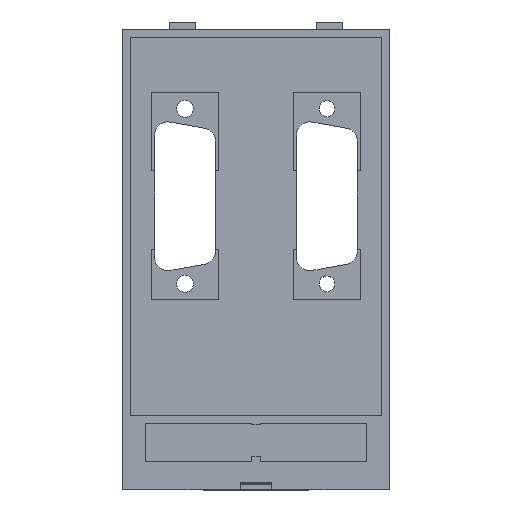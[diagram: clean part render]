
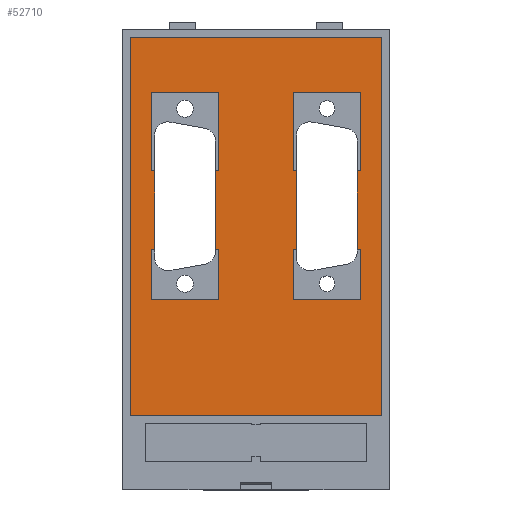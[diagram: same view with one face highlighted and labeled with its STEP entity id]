
A CAD part, top view. The second image highlights one B-rep face of the part: STEP entity #52710.
In plain terms, the highlighted planar face has unit normal (0, 0, 1).
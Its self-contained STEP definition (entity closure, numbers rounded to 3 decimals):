
#41770=CARTESIAN_POINT('',(44.65,60.7,2.8));
#41780=VERTEX_POINT('',#41770);
#41810=CARTESIAN_POINT('',(44.65,0.,2.8));
#41820=DIRECTION('',(0.,1.,0.));
#41830=VECTOR('',#41820,1.);
#41840=LINE('',#41810,#41830);
#41850=CARTESIAN_POINT('',(44.65,45.7,2.8));
#41860=VERTEX_POINT('',#41850);
#41870=EDGE_CURVE('',#41860,#41780,#41840,.T.);
#42920=CARTESIAN_POINT('',(17.65,60.7,2.8));
#42930=VERTEX_POINT('',#42920);
#42980=CARTESIAN_POINT('',(17.65,0.,2.8));
#42990=DIRECTION('',(0.,1.,0.));
#43000=VECTOR('',#42990,1.);
#43010=LINE('',#42980,#43000);
#43020=CARTESIAN_POINT('',(17.65,45.7,2.8));
#43030=VERTEX_POINT('',#43020);
#43040=EDGE_CURVE('',#43030,#42930,#43010,.T.);
#44370=CARTESIAN_POINT('',(6.05,45.7,2.8));
#44380=VERTEX_POINT('',#44370);
#44410=CARTESIAN_POINT('',(6.05,0.,2.8));
#44420=DIRECTION('',(0.,-1.,0.));
#44430=VECTOR('',#44420,1.);
#44440=LINE('',#44410,#44430);
#44450=CARTESIAN_POINT('',(6.05,60.7,2.8));
#44460=VERTEX_POINT('',#44450);
#44470=EDGE_CURVE('',#44460,#44380,#44440,.T.);
#45630=CARTESIAN_POINT('',(33.05,45.7,2.8));
#45640=VERTEX_POINT('',#45630);
#45670=CARTESIAN_POINT('',(33.05,0.,2.8));
#45680=DIRECTION('',(0.,-1.,0.));
#45690=VECTOR('',#45680,1.);
#45700=LINE('',#45670,#45690);
#45710=CARTESIAN_POINT('',(33.05,60.7,2.8));
#45720=VERTEX_POINT('',#45710);
#45730=EDGE_CURVE('',#45720,#45640,#45700,.T.);
#50720=CARTESIAN_POINT('',(14.45,8.95,2.8));
#50730=DIRECTION('',(0.,-0.,1.));
#50740=DIRECTION('',(0.,1.,0.));
#50750=AXIS2_PLACEMENT_3D('',#50720,#50730,#50740);
#50760=PLANE('',#50750);
#50770=CARTESIAN_POINT('',(0.,36.2,2.8));
#50780=DIRECTION('',(-1.,0.,0.));
#50790=VECTOR('',#50780,1.);
#50800=LINE('',#50770,#50790);
#50810=CARTESIAN_POINT('',(18.25,36.2,2.8));
#50820=VERTEX_POINT('',#50810);
#50830=CARTESIAN_POINT('',(5.45,36.2,2.8));
#50840=VERTEX_POINT('',#50830);
#50850=EDGE_CURVE('',#50820,#50840,#50800,.T.);
#50860=ORIENTED_EDGE('',*,*,#50850,.T.);
#50870=CARTESIAN_POINT('',(18.25,0.,2.8));
#50880=DIRECTION('',(0.,-1.,0.));
#50890=VECTOR('',#50880,1.);
#50900=LINE('',#50870,#50890);
#50910=CARTESIAN_POINT('',(18.25,45.7,2.8));
#50920=VERTEX_POINT('',#50910);
#50930=EDGE_CURVE('',#50920,#50820,#50900,.T.);
#50940=ORIENTED_EDGE('',*,*,#50930,.T.);
#50950=CARTESIAN_POINT('',(0.,45.7,2.8));
#50960=DIRECTION('',(1.,0.,0.));
#50970=VECTOR('',#50960,1.);
#50980=LINE('',#50950,#50970);
#50990=EDGE_CURVE('',#43030,#50920,#50980,.T.);
#51000=ORIENTED_EDGE('',*,*,#50990,.T.);
#51010=ORIENTED_EDGE('',*,*,#43040,.F.);
#51020=CARTESIAN_POINT('',(0.,60.7,2.8));
#51030=DIRECTION('',(-1.,0.,0.));
#51040=VECTOR('',#51030,1.);
#51050=LINE('',#51020,#51040);
#51060=CARTESIAN_POINT('',(18.25,60.7,2.8));
#51070=VERTEX_POINT('',#51060);
#51080=EDGE_CURVE('',#51070,#42930,#51050,.T.);
#51090=ORIENTED_EDGE('',*,*,#51080,.T.);
#51100=CARTESIAN_POINT('',(18.25,0.,2.8));
#51110=DIRECTION('',(0.,-1.,0.));
#51120=VECTOR('',#51110,1.);
#51130=LINE('',#51100,#51120);
#51140=CARTESIAN_POINT('',(18.25,75.5,2.8));
#51150=VERTEX_POINT('',#51140);
#51160=EDGE_CURVE('',#51150,#51070,#51130,.T.);
#51170=ORIENTED_EDGE('',*,*,#51160,.T.);
#51180=CARTESIAN_POINT('',(0.,75.5,2.8));
#51190=DIRECTION('',(1.,0.,0.));
#51200=VECTOR('',#51190,1.);
#51210=LINE('',#51180,#51200);
#51220=CARTESIAN_POINT('',(5.45,75.5,2.8));
#51230=VERTEX_POINT('',#51220);
#51240=EDGE_CURVE('',#51230,#51150,#51210,.T.);
#51250=ORIENTED_EDGE('',*,*,#51240,.T.);
#51260=CARTESIAN_POINT('',(5.45,0.,2.8));
#51270=DIRECTION('',(0.,1.,0.));
#51280=VECTOR('',#51270,1.);
#51290=LINE('',#51260,#51280);
#51300=CARTESIAN_POINT('',(5.45,60.7,2.8));
#51310=VERTEX_POINT('',#51300);
#51320=EDGE_CURVE('',#51310,#51230,#51290,.T.);
#51330=ORIENTED_EDGE('',*,*,#51320,.T.);
#51340=CARTESIAN_POINT('',(0.,60.7,2.8));
#51350=DIRECTION('',(-1.,0.,0.));
#51360=VECTOR('',#51350,1.);
#51370=LINE('',#51340,#51360);
#51380=EDGE_CURVE('',#44460,#51310,#51370,.T.);
#51390=ORIENTED_EDGE('',*,*,#51380,.T.);
#51400=ORIENTED_EDGE('',*,*,#44470,.F.);
#51410=CARTESIAN_POINT('',(0.,45.7,2.8));
#51420=DIRECTION('',(1.,0.,0.));
#51430=VECTOR('',#51420,1.);
#51440=LINE('',#51410,#51430);
#51450=CARTESIAN_POINT('',(5.45,45.7,2.8));
#51460=VERTEX_POINT('',#51450);
#51470=EDGE_CURVE('',#51460,#44380,#51440,.T.);
#51480=ORIENTED_EDGE('',*,*,#51470,.T.);
#51490=CARTESIAN_POINT('',(5.45,0.,2.8));
#51500=DIRECTION('',(0.,1.,0.));
#51510=VECTOR('',#51500,1.);
#51520=LINE('',#51490,#51510);
#51530=EDGE_CURVE('',#50840,#51460,#51520,.T.);
#51540=ORIENTED_EDGE('',*,*,#51530,.T.);
#51550=EDGE_LOOP('',(#51540,#51480,#51400,#51390,#51330,#51250,#51170,
#51090,#51010,#51000,#50940,#50860));
#51560=FACE_BOUND('',#51550,.T.);
#51570=CARTESIAN_POINT('',(32.45,0.,2.8));
#51580=DIRECTION('',(0.,-1.,0.));
#51590=VECTOR('',#51580,1.);
#51600=LINE('',#51570,#51590);
#51610=CARTESIAN_POINT('',(32.45,75.5,2.8));
#51620=VERTEX_POINT('',#51610);
#51630=CARTESIAN_POINT('',(32.45,60.7,2.8));
#51640=VERTEX_POINT('',#51630);
#51650=EDGE_CURVE('',#51620,#51640,#51600,.T.);
#51660=ORIENTED_EDGE('',*,*,#51650,.F.);
#51670=CARTESIAN_POINT('',(0.,60.7,2.8));
#51680=DIRECTION('',(1.,0.,0.));
#51690=VECTOR('',#51680,1.);
#51700=LINE('',#51670,#51690);
#51710=EDGE_CURVE('',#51640,#45720,#51700,.T.);
#51720=ORIENTED_EDGE('',*,*,#51710,.F.);
#51730=ORIENTED_EDGE('',*,*,#45730,.F.);
#51740=CARTESIAN_POINT('',(0.,45.7,2.8));
#51750=DIRECTION('',(-1.,0.,0.));
#51760=VECTOR('',#51750,1.);
#51770=LINE('',#51740,#51760);
#51780=CARTESIAN_POINT('',(32.45,45.7,2.8));
#51790=VERTEX_POINT('',#51780);
#51800=EDGE_CURVE('',#45640,#51790,#51770,.T.);
#51810=ORIENTED_EDGE('',*,*,#51800,.F.);
#51820=CARTESIAN_POINT('',(32.45,0.,2.8));
#51830=DIRECTION('',(0.,-1.,0.));
#51840=VECTOR('',#51830,1.);
#51850=LINE('',#51820,#51840);
#51860=CARTESIAN_POINT('',(32.45,36.2,2.8));
#51870=VERTEX_POINT('',#51860);
#51880=EDGE_CURVE('',#51790,#51870,#51850,.T.);
#51890=ORIENTED_EDGE('',*,*,#51880,.F.);
#51900=CARTESIAN_POINT('',(0.,36.2,2.8));
#51910=DIRECTION('',(1.,0.,0.));
#51920=VECTOR('',#51910,1.);
#51930=LINE('',#51900,#51920);
#51940=CARTESIAN_POINT('',(45.25,36.2,2.8));
#51950=VERTEX_POINT('',#51940);
#51960=EDGE_CURVE('',#51870,#51950,#51930,.T.);
#51970=ORIENTED_EDGE('',*,*,#51960,.F.);
#51980=CARTESIAN_POINT('',(45.25,0.,2.8));
#51990=DIRECTION('',(0.,1.,0.));
#52000=VECTOR('',#51990,1.);
#52010=LINE('',#51980,#52000);
#52020=CARTESIAN_POINT('',(45.25,45.7,2.8));
#52030=VERTEX_POINT('',#52020);
#52040=EDGE_CURVE('',#51950,#52030,#52010,.T.);
#52050=ORIENTED_EDGE('',*,*,#52040,.F.);
#52060=CARTESIAN_POINT('',(0.,45.7,2.8));
#52070=DIRECTION('',(-1.,0.,0.));
#52080=VECTOR('',#52070,1.);
#52090=LINE('',#52060,#52080);
#52100=EDGE_CURVE('',#52030,#41860,#52090,.T.);
#52110=ORIENTED_EDGE('',*,*,#52100,.F.);
#52120=ORIENTED_EDGE('',*,*,#41870,.F.);
#52130=CARTESIAN_POINT('',(0.,60.7,2.8));
#52140=DIRECTION('',(1.,0.,0.));
#52150=VECTOR('',#52140,1.);
#52160=LINE('',#52130,#52150);
#52170=CARTESIAN_POINT('',(45.25,60.7,2.8));
#52180=VERTEX_POINT('',#52170);
#52190=EDGE_CURVE('',#41780,#52180,#52160,.T.);
#52200=ORIENTED_EDGE('',*,*,#52190,.F.);
#52210=CARTESIAN_POINT('',(45.25,0.,2.8));
#52220=DIRECTION('',(0.,1.,0.));
#52230=VECTOR('',#52220,1.);
#52240=LINE('',#52210,#52230);
#52250=CARTESIAN_POINT('',(45.25,75.5,2.8));
#52260=VERTEX_POINT('',#52250);
#52270=EDGE_CURVE('',#52180,#52260,#52240,.T.);
#52280=ORIENTED_EDGE('',*,*,#52270,.F.);
#52290=CARTESIAN_POINT('',(0.,75.5,2.8));
#52300=DIRECTION('',(-1.,0.,0.));
#52310=VECTOR('',#52300,1.);
#52320=LINE('',#52290,#52310);
#52330=EDGE_CURVE('',#52260,#51620,#52320,.T.);
#52340=ORIENTED_EDGE('',*,*,#52330,.F.);
#52350=EDGE_LOOP('',(#52340,#52280,#52200,#52120,#52110,#52050,#51970,
#51890,#51810,#51730,#51720,#51660));
#52360=FACE_BOUND('',#52350,.T.);
#52370=CARTESIAN_POINT('',(0.15,14.1,2.8));
#52380=DIRECTION('',(1.,0.,0.));
#52390=VECTOR('',#52380,1.);
#52400=LINE('',#52370,#52390);
#52410=CARTESIAN_POINT('',(1.43,14.1,2.8));
#52420=VERTEX_POINT('',#52410);
#52430=CARTESIAN_POINT('',(49.27,14.1,2.8));
#52440=VERTEX_POINT('',#52430);
#52450=EDGE_CURVE('',#52420,#52440,#52400,.T.);
#52460=ORIENTED_EDGE('',*,*,#52450,.T.);
#52470=CARTESIAN_POINT('',(1.43,-5.2,2.8));
#52480=DIRECTION('',(0.,-1.,0.));
#52490=VECTOR('',#52480,1.);
#52500=LINE('',#52470,#52490);
#52510=CARTESIAN_POINT('',(1.43,86.07,2.8));
#52520=VERTEX_POINT('',#52510);
#52530=EDGE_CURVE('',#52520,#52420,#52500,.T.);
#52540=ORIENTED_EDGE('',*,*,#52530,.T.);
#52550=CARTESIAN_POINT('',(0.15,86.07,2.8));
#52560=DIRECTION('',(-1.,0.,0.));
#52570=VECTOR('',#52560,1.);
#52580=LINE('',#52550,#52570);
#52590=CARTESIAN_POINT('',(49.27,86.07,2.8));
#52600=VERTEX_POINT('',#52590);
#52610=EDGE_CURVE('',#52600,#52520,#52580,.T.);
#52620=ORIENTED_EDGE('',*,*,#52610,.T.);
#52630=CARTESIAN_POINT('',(49.27,-5.2,2.8));
#52640=DIRECTION('',(0.,1.,0.));
#52650=VECTOR('',#52640,1.);
#52660=LINE('',#52630,#52650);
#52670=EDGE_CURVE('',#52440,#52600,#52660,.T.);
#52680=ORIENTED_EDGE('',*,*,#52670,.T.);
#52690=EDGE_LOOP('',(#52680,#52620,#52540,#52460));
#52700=FACE_OUTER_BOUND('',#52690,.T.);
#52710=ADVANCED_FACE('',(#51560,#52360,#52700),#50760,.T.);
